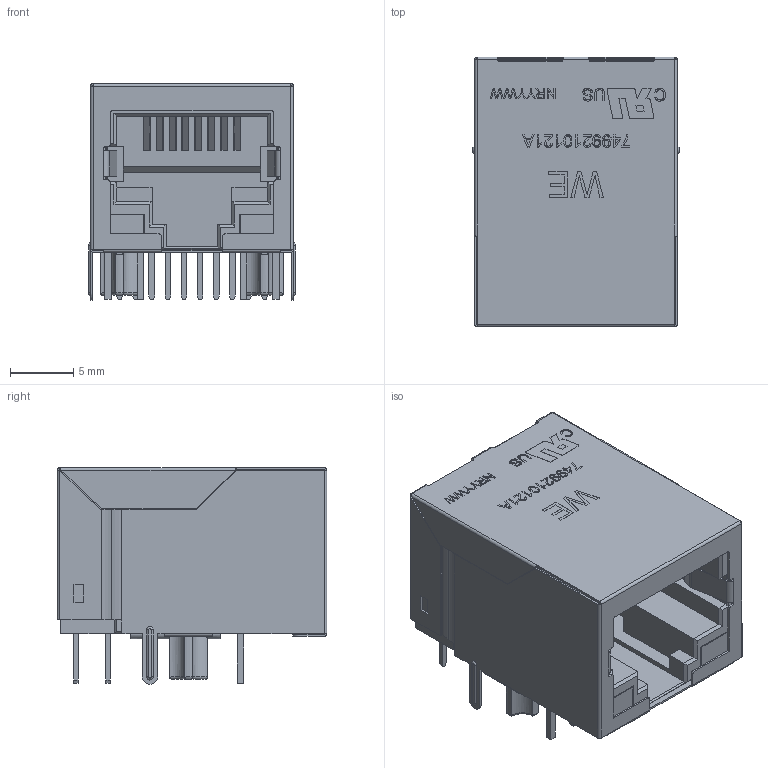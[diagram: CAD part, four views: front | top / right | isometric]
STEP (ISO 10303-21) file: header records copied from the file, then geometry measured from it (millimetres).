
FILE_DESCRIPTION(/* description */ ('Unknown'),/* implementation_level */ '2;1');
FILE_NAME(/* name */ '7499210121A',/* time_stamp */ '2023-03-03T12:49:36+01:00',/* author */ ('Unknown'),/* organization */ ('Unknown'),/* preprocessor_version */ 'ST-DEVELOPER v16.7',/* originating_system */ 'Solid Edge',/* authorisation */ 'Unknown');
FILE_SCHEMA (('AUTOMOTIVE_DESIGN {1 0 10303 214 3 1 1}'));
Length unit declared in the file: millimetre
Products named in the file (16): 7499210121A; 91502002701; 91733002004; 91502002002; 91704002002; 91317001005; 91704002001; 91704001001; 91704001002; 91704001003; 91704001004; 91704001005; 91704001006; 91704001007; 91704001008; 91317002505
Assembly tree (23 placements, depth 2):
  7499210121A
    91502002701
    91733002004
    91502002002
    91704002002  x5
    91317001005
    91704002001  x5
    91704001001
    91704001002
    91704001003
    91704001004
    91704001005
    91704001006
    91704001007
    91704001008
    91317002505
Bounding box: 16.3 x 21.25 x 17.1 mm (x, y, z)
Volume: 1844.3 mm3; surface area: 7285.7 mm2
Topology: 23 solids, 23 shells, 1653 faces, 4528 edges, 2937 vertices
Faces by surface type: plane 1297, cylinder 254, bspline 78, torus 24
Entity records: 48593 total; most frequent: CARTESIAN_POINT 10810, ORIENTED_EDGE 7464, DIRECTION 6274, EDGE_CURVE 3732, LINE 2984, VECTOR 2984, VERTEX_POINT 2425, AXIS2_PLACEMENT_3D 1645
